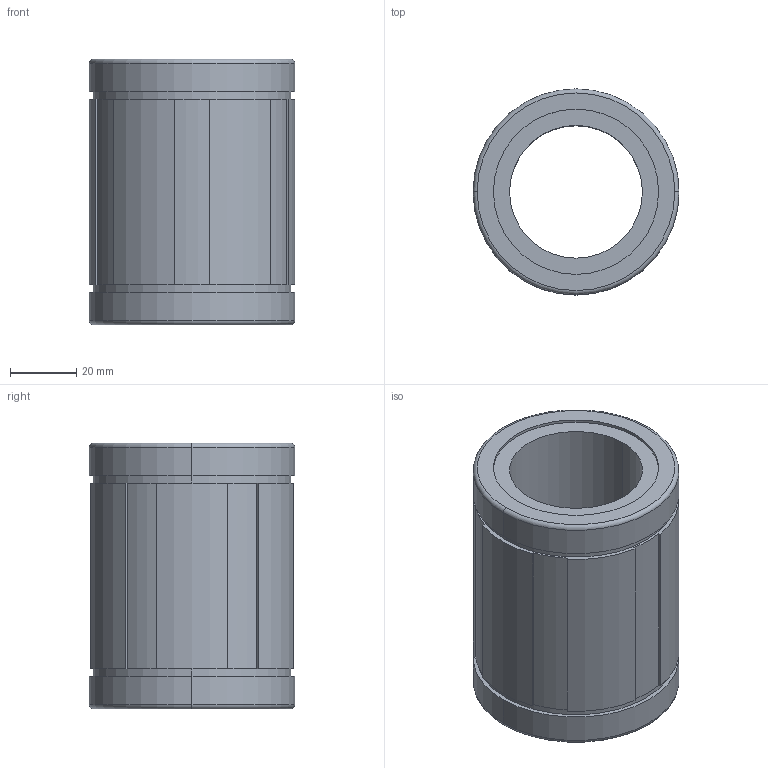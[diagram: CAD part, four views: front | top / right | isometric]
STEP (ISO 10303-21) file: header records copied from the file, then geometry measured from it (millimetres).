
FILE_DESCRIPTION (( 'STEP AP214' ), '1' );
FILE_NAME ('SBE40UU-Rollco.step', '2024-02-16T08:24:58', ( '' ), ( '' ), 'SwSTEP 2.0', 'SolidWorks 2010', '' );
FILE_SCHEMA (( 'AUTOMOTIVE_DESIGN' ));
Length unit declared in the file: millimetre
Products named in the file (1): SBE40UU-Rollco
Bounding box: 62 x 62 x 80 mm (x, y, z)
Volume: 136430.4 mm3; surface area: 30182.8 mm2
Topology: 1 solids, 1 shells, 51 faces, 125 edges, 82 vertices
Faces by surface type: cylinder 27, plane 20, torus 4
Entity records: 1765 total; most frequent: DIRECTION 291, CARTESIAN_POINT 259, ORIENTED_EDGE 250, EDGE_CURVE 125, AXIS2_PLACEMENT_3D 114, VERTEX_POINT 82, LINE 63, VECTOR 63
